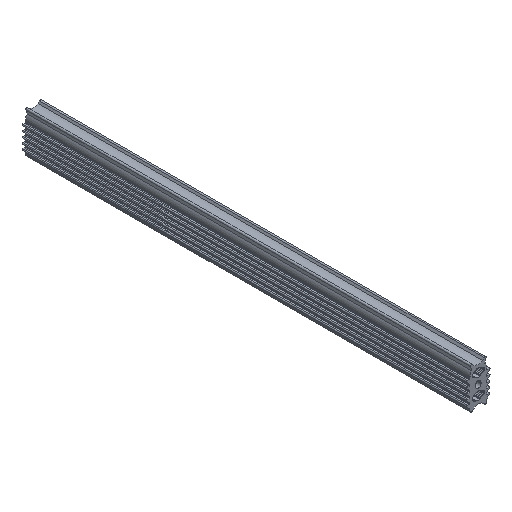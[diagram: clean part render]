
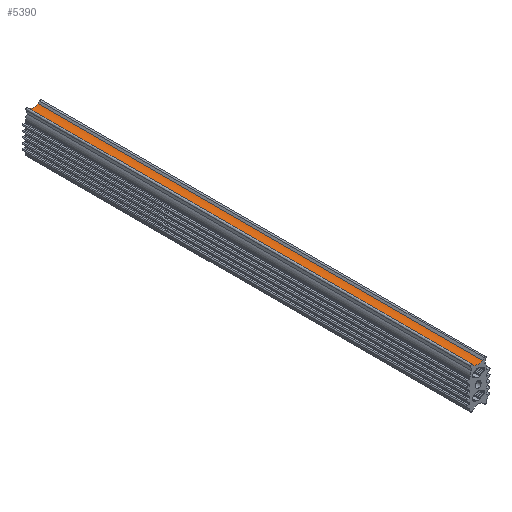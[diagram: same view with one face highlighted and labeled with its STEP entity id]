
A CAD part, isometric view. The second image highlights one B-rep face of the part: STEP entity #5390.
In plain terms, the highlighted free-form (B-spline) face has degree [1, 2] with [2, 3] control points.
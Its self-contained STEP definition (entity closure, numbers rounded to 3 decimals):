
#406=CARTESIAN_POINT('',(2.,0.0,0.417));
#407=VERTEX_POINT('',#406);
#413=CARTESIAN_POINT('',(-2.,0.0,0.417));
#414=VERTEX_POINT('',#413);
#415=CARTESIAN_POINT('',(-2.,0.0,0.417));
#416=CARTESIAN_POINT('',(0.,0.0,-0.455));
#417=CARTESIAN_POINT('',(2.,0.0,0.417));
#425=(BOUNDED_CURVE()B_SPLINE_CURVE(2,(#415,#416,#417),.UNSPECIFIED.,.F.,.U.)CURVE()GEOMETRIC_REPRESENTATION_ITEM()QUASI_UNIFORM_CURVE()RATIONAL_B_SPLINE_CURVE((1.0,0.917,1.0))REPRESENTATION_ITEM(''));
#426=EDGE_CURVE('',#414,#407,#425,.T.);
#2270=CARTESIAN_POINT('',(-2.,200.0,0.417));
#2271=VERTEX_POINT('',#2270);
#2277=CARTESIAN_POINT('',(2.,200.0,0.417));
#2278=VERTEX_POINT('',#2277);
#2279=CARTESIAN_POINT('',(-2.,200.0,0.417));
#2280=CARTESIAN_POINT('',(0.,200.,-0.455));
#2281=CARTESIAN_POINT('',(2.,200.0,0.417));
#2289=(BOUNDED_CURVE()B_SPLINE_CURVE(2,(#2279,#2280,#2281),.UNSPECIFIED.,.F.,.U.)CURVE()GEOMETRIC_REPRESENTATION_ITEM()QUASI_UNIFORM_CURVE()RATIONAL_B_SPLINE_CURVE((1.0,0.917,1.0))REPRESENTATION_ITEM(''));
#2290=EDGE_CURVE('',#2271,#2278,#2289,.T.);
#5358=CARTESIAN_POINT('',(2.,200.0,0.417));
#5359=CARTESIAN_POINT('',(2.,0.0,0.417));
#5360=QUASI_UNIFORM_CURVE('',1,(#5358,#5359),.UNSPECIFIED.,.F.,.U.);
#5361=EDGE_CURVE('',#2278,#407,#5360,.T.);
#5366=CARTESIAN_POINT('',(2.18,205.,0.5));
#5367=CARTESIAN_POINT('',(2.18,-5.125,0.5));
#5368=CARTESIAN_POINT('',(-0.001,205.,-0.556));
#5369=CARTESIAN_POINT('',(-0.001,-5.125,-0.556));
#5370=CARTESIAN_POINT('',(-2.181,205.,0.501));
#5371=CARTESIAN_POINT('',(-2.181,-5.125,0.501));
#5379=(BOUNDED_SURFACE()B_SPLINE_SURFACE(1,2,((#5366,#5368,#5370),(#5367,#5369,#5371)),.UNSPECIFIED.,.F.,.F.,.U.)B_SPLINE_SURFACE_WITH_KNOTS((2,2),(3,3),(0.0,210.125),(0.0,4.591),.UNSPECIFIED.)GEOMETRIC_REPRESENTATION_ITEM()RATIONAL_B_SPLINE_SURFACE(((1.,0.896,0.991),(1.,0.896,0.991)))REPRESENTATION_ITEM('')SURFACE());
#5380=ORIENTED_EDGE('',*,*,#426,.T.);
#5381=ORIENTED_EDGE('',*,*,#5361,.F.);
#5382=ORIENTED_EDGE('',*,*,#2290,.F.);
#5383=CARTESIAN_POINT('',(-2.,200.0,0.417));
#5384=CARTESIAN_POINT('',(-2.,0.0,0.417));
#5385=QUASI_UNIFORM_CURVE('',1,(#5383,#5384),.UNSPECIFIED.,.F.,.U.);
#5386=EDGE_CURVE('',#2271,#414,#5385,.T.);
#5387=ORIENTED_EDGE('',*,*,#5386,.T.);
#5388=EDGE_LOOP('',(#5380,#5381,#5382,#5387));
#5389=FACE_OUTER_BOUND('',#5388,.T.);
#5390=ADVANCED_FACE('',(#5389),#5379,.F.);
